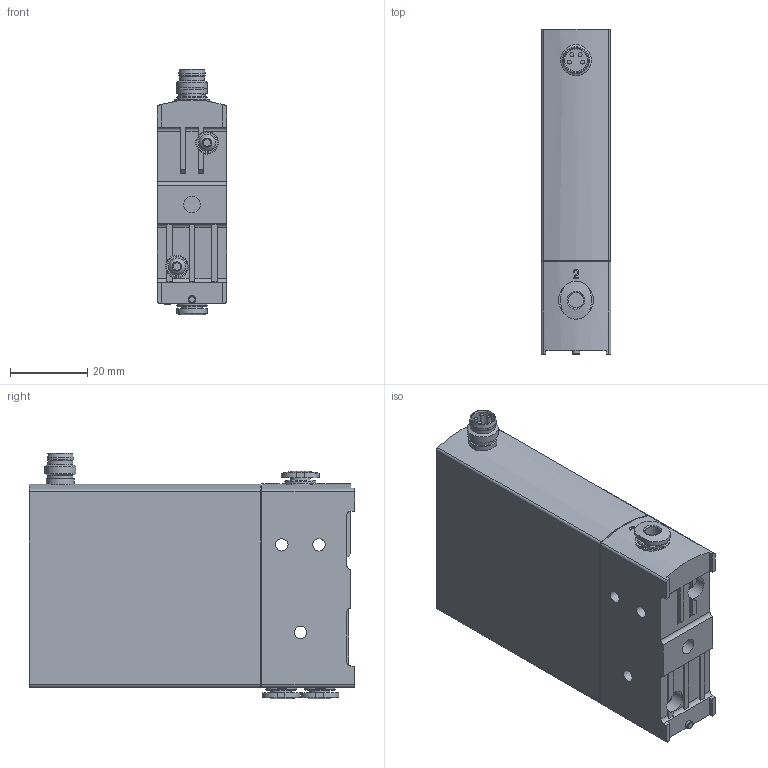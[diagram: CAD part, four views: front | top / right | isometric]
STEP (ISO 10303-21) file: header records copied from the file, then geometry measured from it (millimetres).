
FILE_DESCRIPTION(/* description */ ('STEP AP214'),/* implementation_level */ '2;1');
FILE_NAME(/* name */ '8067678_VEAB-L-26-D13-Q4-A4-1R1',/* time_stamp */ '2024-09-16T11:19:10+02:00',/* author */ ('License CC BY-ND 4.0'),/* organization */ ('CADENAS'),/* preprocessor_version */ 'ST-DEVELOPER v19.3',/* originating_system */ 'PARTsolutions',/* authorisation */ ' ');
FILE_SCHEMA (('AUTOMOTIVE_DESIGN {1 0 10303 214 3 1 1}'));
Length unit declared in the file: millimetre
Products named in the file (2): 8067678 VEAB-L-26-D13-Q4-A4-1R1; 8067678 VEAB-L-26-D13-Q4-A4-1R1---P
Assembly tree (1 placements, depth 2):
  8067678 VEAB-L-26-D13-Q4-A4-1R1
    8067678 VEAB-L-26-D13-Q4-A4-1R1---P
Bounding box: 18 x 84 x 63.52 mm (x, y, z)
Volume: 76108 mm3; surface area: 15622.1 mm2
Topology: 1 solids, 1 shells, 233 faces, 583 edges, 381 vertices
Faces by surface type: plane 124, cylinder 90, cone 12, torus 5, sphere 2
Full cylindrical faces by diameter (mm): 1 x4, 2 x1, 2.5 x1, 3.2 x3, 3.3 x1, 4 x3, 4.2 x1, 5.2 x3, 5.5 x2, 5.8 x1, 5.9 x2, 6.5 x2, 6.9 x1, 7.2 x1, 8 x4, 9 x1
Entity records: 8361 total; most frequent: CARTESIAN_POINT 1221, DIRECTION 1197, ORIENTED_EDGE 1034, EDGE_CURVE 517, AXIS2_PLACEMENT_3D 467, VERTEX_POINT 365, EDGE_LOOP 318, FACE_BOUND 318
